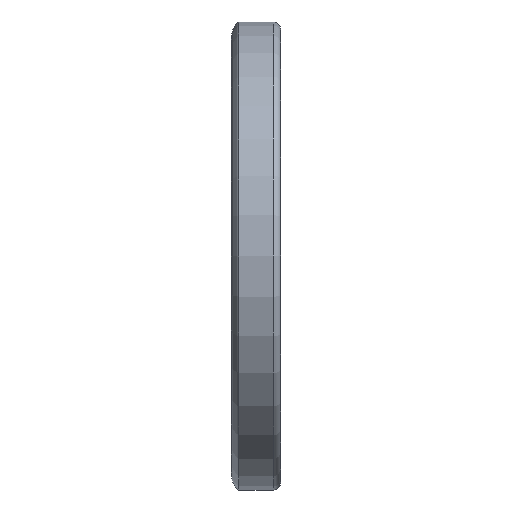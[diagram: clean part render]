
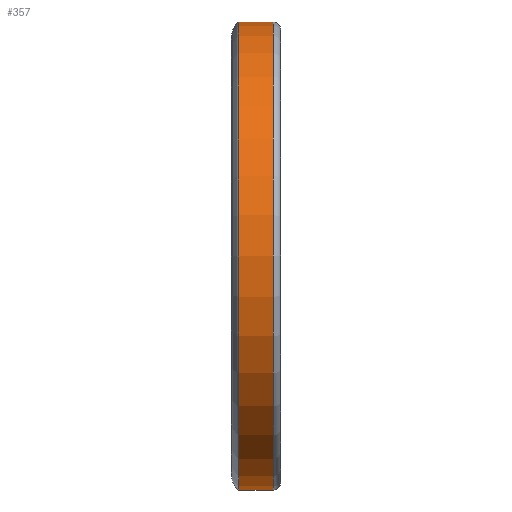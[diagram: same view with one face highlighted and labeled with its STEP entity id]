
A CAD part, left-side view. The second image highlights one B-rep face of the part: STEP entity #357.
In plain terms, the highlighted cylindrical face has radius 38.2 mm (diameter 76.4 mm), a partial arc.
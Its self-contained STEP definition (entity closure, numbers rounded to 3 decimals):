
#12 = CARTESIAN_POINT ( 'NONE',  ( 0., 6.8, 0. ) ) ;
#28 = EDGE_LOOP ( 'NONE', ( #1493, #3435, #3841, #1605 ) ) ;
#207 = AXIS2_PLACEMENT_3D ( 'NONE', #12, #3083, #1823 ) ;
#357 = ADVANCED_FACE ( 'NONE', ( #1619 ), #1642, .T. ) ;
#359 = CARTESIAN_POINT ( 'NONE',  ( 0., 8., -38.2 ) ) ;
#388 = AXIS2_PLACEMENT_3D ( 'NONE', #2229, #3454, #3149 ) ;
#406 = CIRCLE ( 'NONE', #207, 38.2 ) ;
#456 = EDGE_CURVE ( 'NONE', #1674, #2920, #3754, .T. ) ;
#462 = EDGE_CURVE ( 'NONE', #2639, #1229, #1880, .T. ) ;
#741 = AXIS2_PLACEMENT_3D ( 'NONE', #1344, #1559, #2839 ) ;
#999 = DIRECTION ( 'NONE',  ( 0., -1., 0. ) ) ;
#1229 = VERTEX_POINT ( 'NONE', #3962 ) ;
#1344 = CARTESIAN_POINT ( 'NONE',  ( 0., 8., 0. ) ) ;
#1446 = VECTOR ( 'NONE', #1579, 1000. ) ;
#1493 = ORIENTED_EDGE ( 'NONE', *, *, #456, .F. ) ;
#1559 = DIRECTION ( 'NONE',  ( 0., -1., 0. ) ) ;
#1579 = DIRECTION ( 'NONE',  ( 0., -1., 0. ) ) ;
#1589 = EDGE_CURVE ( 'NONE', #1674, #2639, #406, .T. ) ;
#1592 = CARTESIAN_POINT ( 'NONE',  ( 0., 1.2, 38.2 ) ) ;
#1605 = ORIENTED_EDGE ( 'NONE', *, *, #1897, .T. ) ;
#1619 = FACE_OUTER_BOUND ( 'NONE', #28, .T. ) ;
#1642 = CYLINDRICAL_SURFACE ( 'NONE', #741, 38.2 ) ;
#1674 = VERTEX_POINT ( 'NONE', #3470 ) ;
#1823 = DIRECTION ( 'NONE',  ( 0., 0., -1. ) ) ;
#1880 = LINE ( 'NONE', #359, #1446 ) ;
#1897 = EDGE_CURVE ( 'NONE', #1229, #2920, #3659, .T. ) ;
#2229 = CARTESIAN_POINT ( 'NONE',  ( 0., 1.2, 0. ) ) ;
#2236 = CARTESIAN_POINT ( 'NONE',  ( 0., 6.8, -38.2 ) ) ;
#2639 = VERTEX_POINT ( 'NONE', #2236 ) ;
#2778 = CARTESIAN_POINT ( 'NONE',  ( 0., 8., 38.2 ) ) ;
#2839 = DIRECTION ( 'NONE',  ( 0., 0., -1. ) ) ;
#2920 = VERTEX_POINT ( 'NONE', #1592 ) ;
#2975 = VECTOR ( 'NONE', #999, 1000. ) ;
#3083 = DIRECTION ( 'NONE',  ( 0., -1., 0. ) ) ;
#3149 = DIRECTION ( 'NONE',  ( 0., 0., 1. ) ) ;
#3435 = ORIENTED_EDGE ( 'NONE', *, *, #1589, .T. ) ;
#3454 = DIRECTION ( 'NONE',  ( 0., 1., 0. ) ) ;
#3470 = CARTESIAN_POINT ( 'NONE',  ( 0., 6.8, 38.2 ) ) ;
#3659 = CIRCLE ( 'NONE', #388, 38.2 ) ;
#3754 = LINE ( 'NONE', #2778, #2975 ) ;
#3841 = ORIENTED_EDGE ( 'NONE', *, *, #462, .T. ) ;
#3962 = CARTESIAN_POINT ( 'NONE',  ( 0., 1.2, -38.2 ) ) ;
